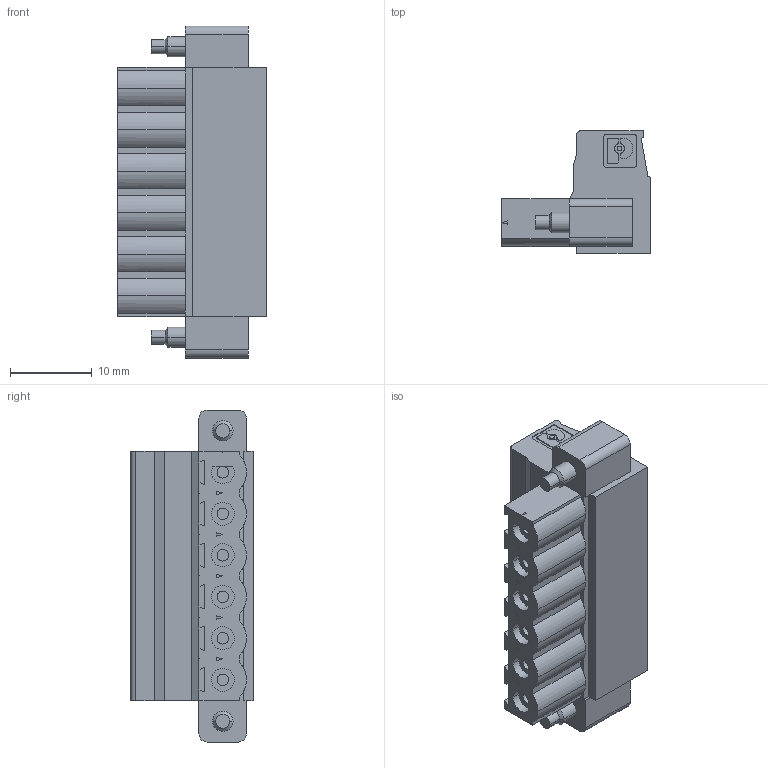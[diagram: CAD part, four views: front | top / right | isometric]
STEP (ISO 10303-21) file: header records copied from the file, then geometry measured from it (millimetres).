
FILE_DESCRIPTION(('STEP AP214'),'1');
FILE_NAME('1912223.stp','2017-04-25T06:28:05',('TraceParts'),('TraceParts S.A.'),'Spatial InterOp 3D',' ',' ');
FILE_SCHEMA(('automotive_design'));
Length unit declared in the file: millimetre
Products named in the file (1): 1912223
Bounding box: 18.2 x 15 x 40.64 mm (x, y, z)
Volume: 5462.8 mm3; surface area: 3559.2 mm2
Topology: 1 solids, 1 shells, 449 faces, 1106 edges, 716 vertices
Faces by surface type: plane 311, cylinder 122, torus 12, cone 4
Entity records: 16838 total; most frequent: DIRECTION 2340, CARTESIAN_POINT 2272, ORIENTED_EDGE 2212, EDGE_CURVE 1106, AXIS2_PLACEMENT_3D 784, LINE 772, VECTOR 772, VERTEX_POINT 716
